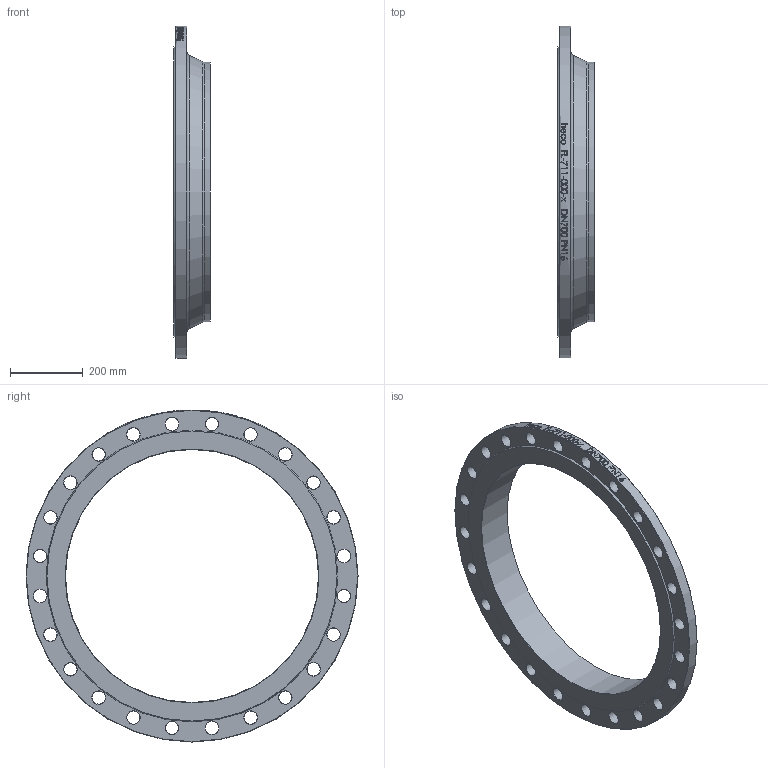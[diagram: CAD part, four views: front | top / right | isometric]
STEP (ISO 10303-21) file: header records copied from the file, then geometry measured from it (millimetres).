
FILE_DESCRIPTION (( 'STEP AP214' ), '1' );
FILE_NAME ('FL-711-000-x Vorschweissflansch DN700 PN16 iso DIN2633 2009.STEP', '2020-09-22T10:08:21', ( '' ), ( '' ), 'SwSTEP 2.0', 'SolidWorks 2019', '' );
FILE_SCHEMA (( 'AUTOMOTIVE_DESIGN' ));
Length unit declared in the file: millimetre
Products named in the file (1): FL-711-000-x Vorschweissflansch DN700 PN16 iso DIN2633 2009
Bounding box: 100 x 910 x 910 mm (x, y, z)
Volume: 10695148.1 mm3; surface area: 991807.3 mm2
Topology: 1 solids, 1 shells, 121 faces, 443 edges, 360 vertices
Faces by surface type: cylinder 62, cone 53, plane 4, torus 2
Full cylindrical faces by diameter (mm): 36 x24, 693.6 x1, 711.2 x1, 910 x1
Entity records: 11128 total; most frequent: CARTESIAN_POINT 7401, ORIENTED_EDGE 664, DIRECTION 608, VERTEX_POINT 332, EDGE_CURVE 332, EDGE_LOOP 290, AXIS2_PLACEMENT_3D 284, CIRCLE 162
